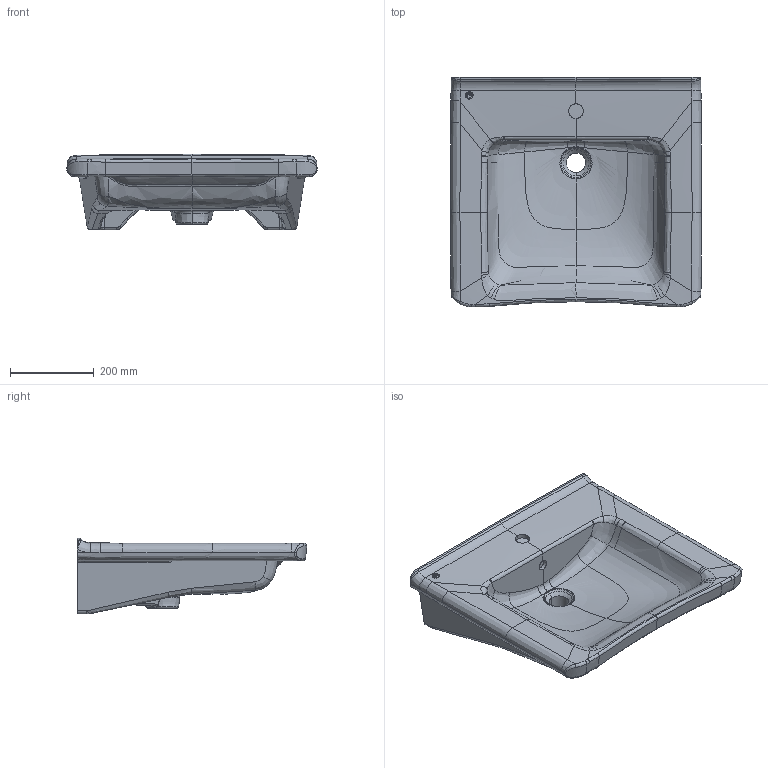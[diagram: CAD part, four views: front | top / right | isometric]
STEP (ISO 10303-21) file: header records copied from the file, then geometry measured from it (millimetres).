
FILE_DESCRIPTION(/* description */ (''),/* implementation_level */ '2;1');
FILE_NAME(/* name */ 'W4G8060_W4G8061_W4G8062_W4G8063.stp',/* time_stamp */ '2024-06-14T09:30:16+02:00',/* author */ (''),/* organization */ (''),/* preprocessor_version */ 'ST-DEVELOPER v18.1',/* originating_system */ 'SIEMENS PLM Software NX 1973',/* authorisation */ '');
FILE_SCHEMA (('AUTOMOTIVE_DESIGN { 1 0 10303 214 3 1 1 1 }'));
Products named in the file (1): Sier81C4385321nv
Bounding box: 600 x 549.58 x 180.73 mm (x, y, z)
Volume: 17002557.7 mm3; surface area: 1014064.1 mm2
Topology: 1 solids, 13 shells, 425 faces, 2791 edges, 3268 vertices
Faces by surface type: bspline 294, cylinder 63, plane 58, sphere 6, extrusion 2, revolution 2
Full cylindrical faces by diameter (mm): 25 x1
Entity records: 56503 total; most frequent: CARTESIAN_POINT 36683, ORIENTED_EDGE 2858, DIRECTION 2530, VECTOR 1916, LINE 1914, EDGE_CURVE 1877, VERTEX_POINT 1465, STYLED_ITEM 915
